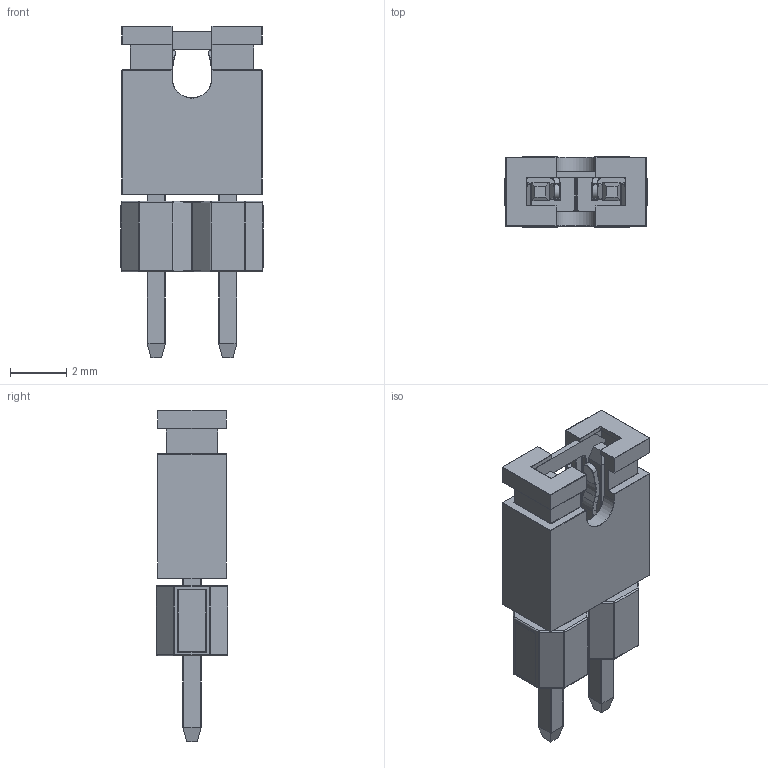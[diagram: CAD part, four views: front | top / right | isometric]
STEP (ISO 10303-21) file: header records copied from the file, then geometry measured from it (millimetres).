
FILE_DESCRIPTION(/* description */ (''),/* implementation_level */ '2;1');
FILE_NAME(/* name */ 'Jumper Closed.stp',/* time_stamp */ '2020-02-25T18:41:21+01:00',/* author */ ('diwou'),/* organization */ (''),/* preprocessor_version */ 'ST-DEVELOPER v18',/* originating_system */ 'Autodesk Inventor 2020',/* authorisation */ '');
FILE_SCHEMA (('AUTOMOTIVE_DESIGN { 1 0 10303 214 3 1 1 }'));
Length unit declared in the file: millimetre
Products named in the file (1): Bauteil4
Bounding box: 5.08 x 2.54 x 11.77 mm (x, y, z)
Volume: 72.3 mm3; surface area: 295.1 mm2
Topology: 2 solids, 2 shells, 784 faces, 1802 edges, 1008 vertices
Faces by surface type: cylinder 320, plane 184, bspline 128, sphere 76, torus 76
Entity records: 25155 total; most frequent: CARTESIAN_POINT 6971, DIRECTION 3694, ORIENTED_EDGE 3604, EDGE_CURVE 1802, AXIS2_PLACEMENT_3D 1435, VERTEX_POINT 1008, LINE 824, VECTOR 824
